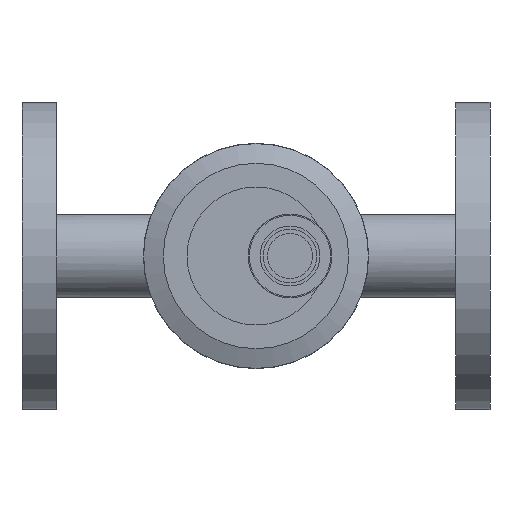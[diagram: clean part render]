
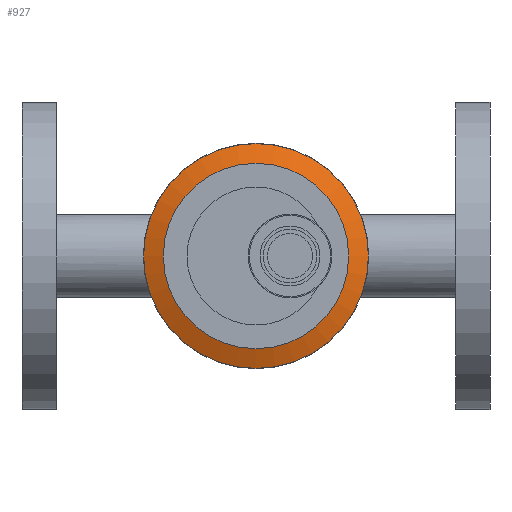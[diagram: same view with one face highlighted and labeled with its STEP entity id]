
A CAD part, left-side view. The second image highlights one B-rep face of the part: STEP entity #927.
In plain terms, the highlighted conical face has half-angle 70.048 degrees and reference radius 41.641 mm.
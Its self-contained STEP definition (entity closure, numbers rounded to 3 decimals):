
#90=CONICAL_SURFACE('',#1085,41.641,1.223);
#149=FACE_OUTER_BOUND('',#244,.T.);
#244=EDGE_LOOP('',(#830,#831,#832,#833));
#282=LINE('',#1877,#318);
#318=VECTOR('',#1394,41.641);
#393=CIRCLE('',#1084,45.652);
#394=CIRCLE('',#1086,37.631);
#474=VERTEX_POINT('',#1872);
#475=VERTEX_POINT('',#1875);
#593=EDGE_CURVE('',#474,#474,#393,.T.);
#594=EDGE_CURVE('',#475,#475,#394,.T.);
#595=EDGE_CURVE('',#475,#474,#282,.T.);
#830=ORIENTED_EDGE('',*,*,#594,.F.);
#831=ORIENTED_EDGE('',*,*,#595,.T.);
#832=ORIENTED_EDGE('',*,*,#593,.T.);
#833=ORIENTED_EDGE('',*,*,#595,.F.);
#927=ADVANCED_FACE('',(#149),#90,.T.);
#1084=AXIS2_PLACEMENT_3D('',#1873,#1388,#1389);
#1085=AXIS2_PLACEMENT_3D('',#1874,#1390,#1391);
#1086=AXIS2_PLACEMENT_3D('',#1876,#1392,#1393);
#1388=DIRECTION('center_axis',(-1.,0.,0.));
#1389=DIRECTION('ref_axis',(0.,0.,1.));
#1390=DIRECTION('center_axis',(1.,0.,0.));
#1391=DIRECTION('ref_axis',(0.,1.,0.));
#1392=DIRECTION('center_axis',(-1.,0.,0.));
#1393=DIRECTION('ref_axis',(0.,0.,1.));
#1394=DIRECTION('',(0.341,-0.94,0.));
#1872=CARTESIAN_POINT('',(229.613,-45.652,0.));
#1873=CARTESIAN_POINT('Origin',(229.613,0.,
0.));
#1874=CARTESIAN_POINT('Origin',(228.157,0.,
0.));
#1875=CARTESIAN_POINT('',(226.701,-37.631,0.));
#1876=CARTESIAN_POINT('Origin',(226.701,0.,
0.));
#1877=CARTESIAN_POINT('',(228.157,-41.641,0.));
